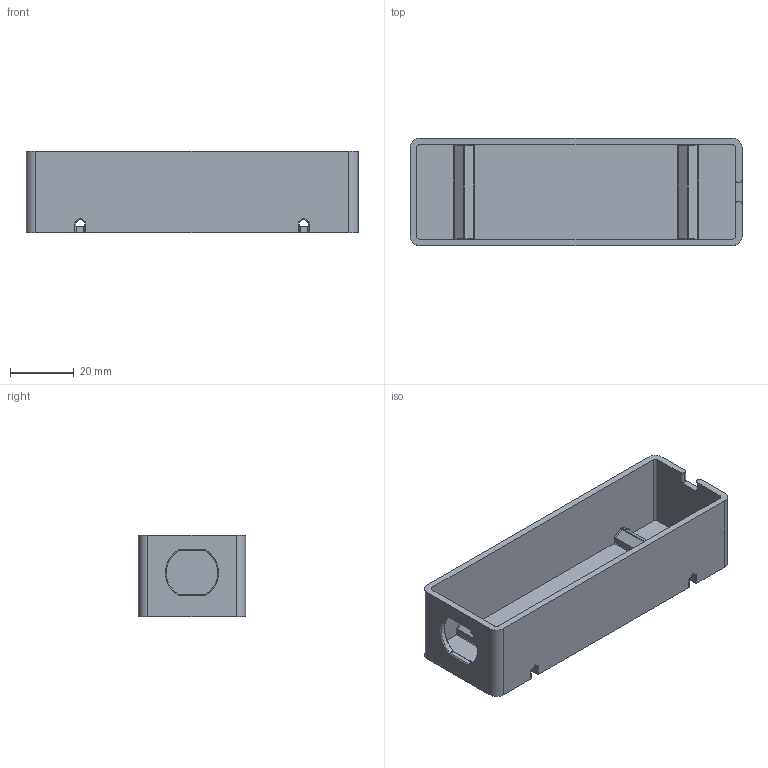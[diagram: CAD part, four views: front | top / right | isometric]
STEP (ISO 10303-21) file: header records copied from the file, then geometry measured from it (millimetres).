
FILE_DESCRIPTION (( 'STEP AP203' ), '1' );
FILE_NAME ('enclosure_body.STEP', '2024-12-29T16:40:20', ( '' ), ( '' ), 'SwSTEP 2.0', 'SolidWorks 2020', '' );
FILE_SCHEMA (( 'CONFIG_CONTROL_DESIGN' ));
Length unit declared in the file: millimetre
Products named in the file (1): enclosure_body
Bounding box: 104 x 33.6 x 25.5 mm (x, y, z)
Volume: 19458.7 mm3; surface area: 20276.1 mm2
Topology: 1 solids, 1 shells, 158 faces, 406 edges, 246 vertices
Faces by surface type: cylinder 80, torus 40, plane 38
Entity records: 4885 total; most frequent: DIRECTION 914, CARTESIAN_POINT 835, ORIENTED_EDGE 812, EDGE_CURVE 406, AXIS2_PLACEMENT_3D 357, VERTEX_POINT 246, LINE 200, VECTOR 200
